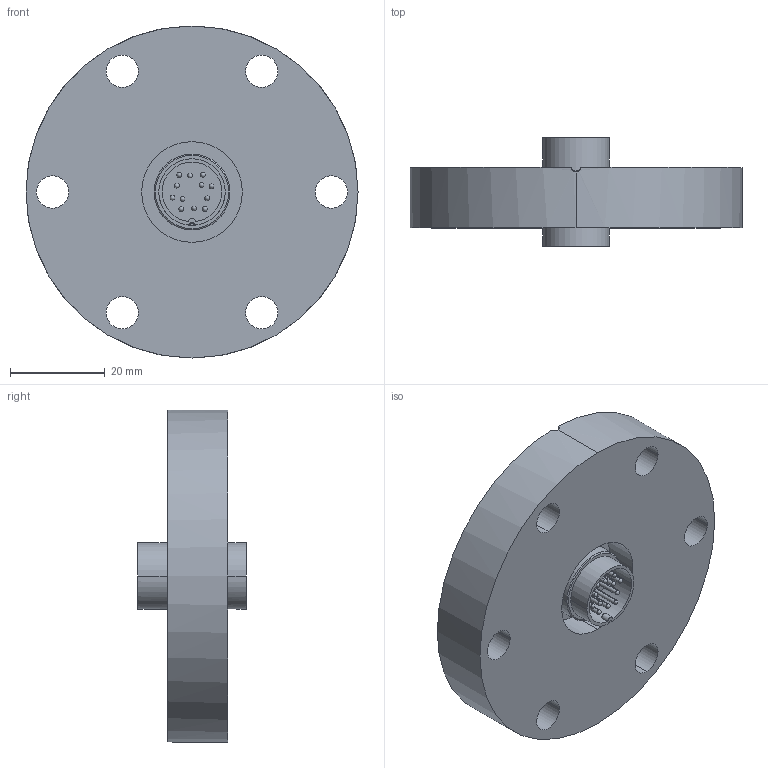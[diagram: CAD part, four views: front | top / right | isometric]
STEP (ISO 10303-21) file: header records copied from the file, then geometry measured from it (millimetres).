
FILE_DESCRIPTION (( 'STEP AP214' ), '1' );
FILE_NAME ('220-CM12-C40.STEP', '2013-08-26T14:03:04', ( 'allectra' ), ( 'Microsoft' ), 'SwSTEP 2.0', 'SolidWorks 2013', '' );
FILE_SCHEMA (( 'AUTOMOTIVE_DESIGN' ));
Length unit declared in the file: millimetre
Products named in the file (3): 220-CM12-C40; 9220-CMX-C40_DN40 CF; 220-CM12-I
Assembly tree (2 placements, depth 2):
  220-CM12-C40
    9220-CMX-C40_DN40 CF
    220-CM12-I
Bounding box: 69.9 x 22.9 x 69.9 mm (x, y, z)
Volume: 41938.3 mm3; surface area: 15518.2 mm2
Topology: 2 solids, 2 shells, 146 faces, 424 edges, 266 vertices
Faces by surface type: cylinder 90, bspline 32, plane 18, cone 6
Entity records: 6894 total; most frequent: CARTESIAN_POINT 1791, DIRECTION 828, ORIENTED_EDGE 752, EDGE_CURVE 376, AXIS2_PLACEMENT_3D 363, VERTEX_POINT 266, CIRCLE 244, EDGE_LOOP 192
